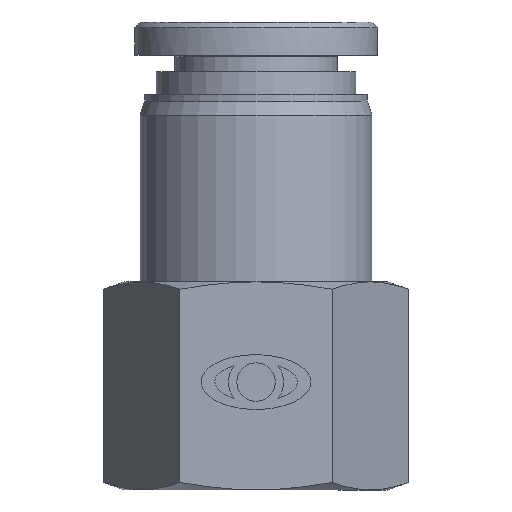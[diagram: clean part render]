
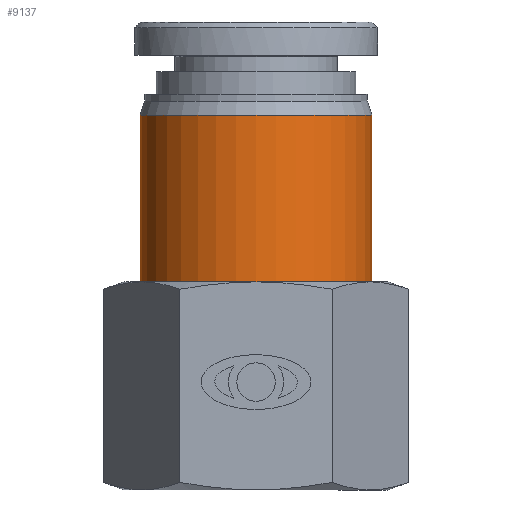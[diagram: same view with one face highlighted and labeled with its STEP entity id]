
A CAD part, front view. The second image highlights one B-rep face of the part: STEP entity #9137.
In plain terms, the highlighted cylindrical face has radius 8.35 mm (diameter 16.7 mm), a full revolution.
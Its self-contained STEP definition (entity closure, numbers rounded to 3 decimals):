
#9077=CARTESIAN_POINT('',(-8.35,15.0,0.0));
#9078=VERTEX_POINT('',#9077);
#9079=CARTESIAN_POINT('',(0.,15.0,0.0));
#9080=DIRECTION('',(0.0,1.0,0.0));
#9081=DIRECTION('',(-1.0,0.0,0.0));
#9082=AXIS2_PLACEMENT_3D('',#9079,#9080,#9081);
#9083=CIRCLE('',#9082,8.35);
#9084=EDGE_CURVE('',#9078,#9078,#9083,.T.);
#9118=CARTESIAN_POINT('',(0.,26.5,0.0));
#9119=DIRECTION('',(0.,1.0,0.0));
#9120=DIRECTION('',(-1.0,0.0,0.0));
#9121=AXIS2_PLACEMENT_3D('',#9118,#9119,#9120);
#9122=CYLINDRICAL_SURFACE('',#9121,8.35);
#9123=ORIENTED_EDGE('',*,*,#9084,.T.);
#9124=EDGE_LOOP('',(#9123));
#9125=FACE_OUTER_BOUND('',#9124,.T.);
#9126=CARTESIAN_POINT('',(-8.35,27.0,0.0));
#9127=VERTEX_POINT('',#9126);
#9128=CARTESIAN_POINT('',(0.,27.0,0.0));
#9129=DIRECTION('',(0.0,1.0,0.0));
#9130=DIRECTION('',(-1.0,0.0,0.0));
#9131=AXIS2_PLACEMENT_3D('',#9128,#9129,#9130);
#9132=CIRCLE('',#9131,8.35);
#9133=EDGE_CURVE('',#9127,#9127,#9132,.T.);
#9134=ORIENTED_EDGE('',*,*,#9133,.F.);
#9135=EDGE_LOOP('',(#9134));
#9136=FACE_BOUND('',#9135,.T.);
#9137=ADVANCED_FACE('',(#9125,#9136),#9122,.T.);
